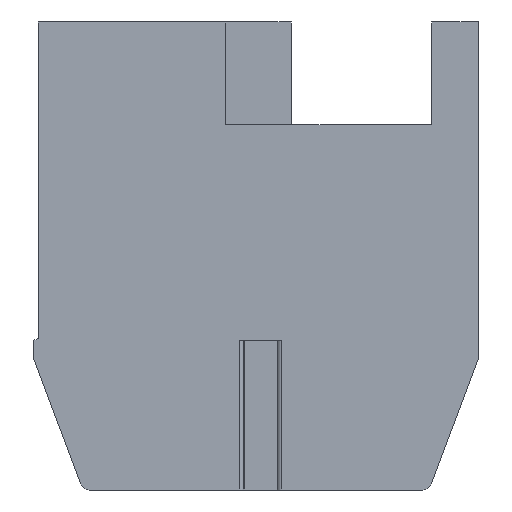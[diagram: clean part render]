
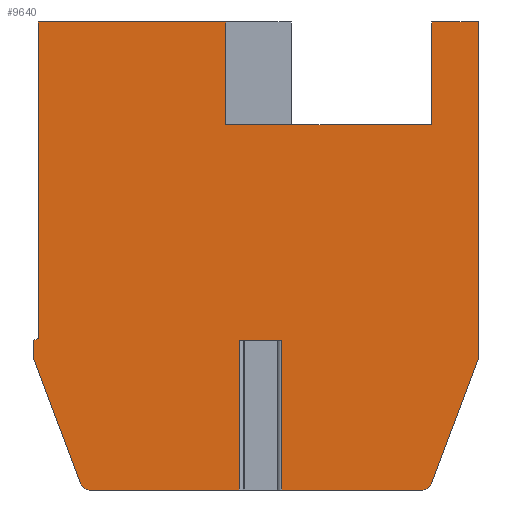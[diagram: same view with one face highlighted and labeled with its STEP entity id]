
A CAD part, front view. The second image highlights one B-rep face of the part: STEP entity #9640.
In plain terms, the highlighted planar face has unit normal (0, -1, 0).
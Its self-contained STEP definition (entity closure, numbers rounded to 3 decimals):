
#1=DIRECTION('',(1.,0.,0.));
#2=VECTOR('',#1,0.906);
#3=CARTESIAN_POINT('',(4.297,0.,-6.8));
#4=LINE('',#3,#2);
#5=DIRECTION('',(0.,0.,-1.));
#6=VECTOR('',#5,3.2);
#7=CARTESIAN_POINT('',(4.297,0.,-6.8));
#8=LINE('',#7,#6);
#9=DIRECTION('',(-1.,0.,0.));
#10=VECTOR('',#9,3.208);
#11=CARTESIAN_POINT('',(4.297,0.,-10.));
#12=LINE('',#11,#10);
#13=CARTESIAN_POINT('',(1.089,0.,-9.8));
#14=DIRECTION('',(0.,1.,0.));
#15=DIRECTION('',(0.,0.,-1.));
#16=AXIS2_PLACEMENT_3D('',#13,#14,#15);
#18=DIRECTION('',(-0.351,0.,0.936));
#19=VECTOR('',#18,2.816);
#20=CARTESIAN_POINT('',(0.901,0.,-9.87));
#21=LINE('',#20,#19);
#22=CARTESIAN_POINT('',(0.1,0.,-7.164));
#23=DIRECTION('',(0.,1.,0.));
#24=DIRECTION('',(-0.936,0.,-0.351));
#25=AXIS2_PLACEMENT_3D('',#22,#23,#24);
#27=DIRECTION('',(0.,0.,1.));
#28=VECTOR('',#27,0.364);
#29=CARTESIAN_POINT('',(-0.1,0.,-7.164));
#30=LINE('',#29,#28);
#31=DIRECTION('',(0.928,0.,0.371));
#32=VECTOR('',#31,0.108);
#33=CARTESIAN_POINT('',(-0.1,0.,-6.8));
#34=LINE('',#33,#32);
#35=DIRECTION('',(0.,0.,1.));
#36=VECTOR('',#35,6.76);
#37=CARTESIAN_POINT('',(0.,0.,-6.76));
#38=LINE('',#37,#36);
#39=DIRECTION('',(1.,0.,0.));
#40=VECTOR('',#39,4.);
#41=CARTESIAN_POINT('',(0.,0.,0.));
#42=LINE('',#41,#40);
#43=DIRECTION('',(0.,0.,-1.));
#44=VECTOR('',#43,2.2);
#45=CARTESIAN_POINT('',(4.,0.,0.));
#46=LINE('',#45,#44);
#47=DIRECTION('',(0.,0.,1.));
#48=VECTOR('',#47,2.2);
#49=CARTESIAN_POINT('',(8.4,0.,-2.2));
#50=LINE('',#49,#48);
#51=DIRECTION('',(1.,0.,0.));
#52=VECTOR('',#51,1.);
#53=CARTESIAN_POINT('',(8.4,0.,0.));
#54=LINE('',#53,#52);
#55=DIRECTION('',(0.,0.,-1.));
#56=VECTOR('',#55,7.164);
#57=CARTESIAN_POINT('',(9.4,0.,0.));
#58=LINE('',#57,#56);
#59=CARTESIAN_POINT('',(9.2,0.,-7.164));
#60=DIRECTION('',(0.,1.,0.));
#61=DIRECTION('',(1.,0.,0.));
#62=AXIS2_PLACEMENT_3D('',#59,#60,#61);
#64=DIRECTION('',(-0.351,0.,-0.936));
#65=VECTOR('',#64,2.816);
#66=CARTESIAN_POINT('',(9.387,0.,-7.234));
#67=LINE('',#66,#65);
#68=CARTESIAN_POINT('',(8.211,0.,-9.8));
#69=DIRECTION('',(0.,1.,0.));
#70=DIRECTION('',(0.936,0.,-0.351));
#71=AXIS2_PLACEMENT_3D('',#68,#69,#70);
#73=DIRECTION('',(-1.,0.,0.));
#74=VECTOR('',#73,3.008);
#75=CARTESIAN_POINT('',(8.211,0.,-10.));
#76=LINE('',#75,#74);
#77=DIRECTION('',(0.,0.,-1.));
#78=VECTOR('',#77,3.2);
#79=CARTESIAN_POINT('',(5.203,0.,-6.8));
#80=LINE('',#79,#78);
#2449=DIRECTION('',(-1.,0.,0.));
#2450=VECTOR('',#2449,4.4);
#2451=CARTESIAN_POINT('',(8.4,0.,-2.2));
#2452=LINE('',#2451,#2450);
#7549=CARTESIAN_POINT('',(-0.087,0.,-7.234));
#7550=CARTESIAN_POINT('',(-0.1,0.,-7.164));
#7551=VERTEX_POINT('',#7549);
#7552=VERTEX_POINT('',#7550);
#7553=CARTESIAN_POINT('',(-0.1,0.,-6.8));
#7554=VERTEX_POINT('',#7553);
#7555=CARTESIAN_POINT('',(0.,0.,-6.76));
#7556=VERTEX_POINT('',#7555);
#7557=CARTESIAN_POINT('',(0.,0.,0.));
#7558=VERTEX_POINT('',#7557);
#7559=CARTESIAN_POINT('',(8.4,0.,-2.2));
#7560=CARTESIAN_POINT('',(8.4,0.,0.));
#7561=VERTEX_POINT('',#7559);
#7562=VERTEX_POINT('',#7560);
#7563=CARTESIAN_POINT('',(9.4,0.,0.));
#7564=VERTEX_POINT('',#7563);
#7565=CARTESIAN_POINT('',(9.4,0.,-7.164));
#7566=VERTEX_POINT('',#7565);
#7567=CARTESIAN_POINT('',(9.387,0.,-7.234));
#7568=VERTEX_POINT('',#7567);
#7569=CARTESIAN_POINT('',(8.399,0.,-9.87));
#7570=VERTEX_POINT('',#7569);
#7571=CARTESIAN_POINT('',(8.211,0.,-10.));
#7572=VERTEX_POINT('',#7571);
#7573=CARTESIAN_POINT('',(1.089,0.,-10.));
#7574=CARTESIAN_POINT('',(0.901,0.,-9.87));
#7575=VERTEX_POINT('',#7573);
#7576=VERTEX_POINT('',#7574);
#7789=CARTESIAN_POINT('',(4.,0.,0.));
#7790=CARTESIAN_POINT('',(4.,0.,-2.2));
#7791=VERTEX_POINT('',#7789);
#7792=VERTEX_POINT('',#7790);
#7813=CARTESIAN_POINT('',(4.297,0.,-6.8));
#7814=CARTESIAN_POINT('',(5.203,0.,-6.8));
#7815=VERTEX_POINT('',#7813);
#7816=VERTEX_POINT('',#7814);
#7817=CARTESIAN_POINT('',(4.297,0.,-10.));
#7818=VERTEX_POINT('',#7817);
#7819=CARTESIAN_POINT('',(5.203,0.,-10.));
#7820=VERTEX_POINT('',#7819);
#9593=CARTESIAN_POINT('',(0.,0.,0.));
#9594=DIRECTION('',(0.,1.,0.));
#9595=DIRECTION('',(1.,0.,0.));
#9596=AXIS2_PLACEMENT_3D('',#9593,#9594,#9595);
#9597=PLANE('',#9596);
#9599=ORIENTED_EDGE('',*,*,#9598,.F.);
#9601=ORIENTED_EDGE('',*,*,#9600,.T.);
#9603=ORIENTED_EDGE('',*,*,#9602,.T.);
#9605=ORIENTED_EDGE('',*,*,#9604,.T.);
#9607=ORIENTED_EDGE('',*,*,#9606,.T.);
#9609=ORIENTED_EDGE('',*,*,#9608,.T.);
#9611=ORIENTED_EDGE('',*,*,#9610,.T.);
#9613=ORIENTED_EDGE('',*,*,#9612,.T.);
#9615=ORIENTED_EDGE('',*,*,#9614,.T.);
#9617=ORIENTED_EDGE('',*,*,#9616,.T.);
#9619=ORIENTED_EDGE('',*,*,#9618,.T.);
#9621=ORIENTED_EDGE('',*,*,#9620,.F.);
#9623=ORIENTED_EDGE('',*,*,#9622,.T.);
#9625=ORIENTED_EDGE('',*,*,#9624,.T.);
#9627=ORIENTED_EDGE('',*,*,#9626,.T.);
#9629=ORIENTED_EDGE('',*,*,#9628,.T.);
#9631=ORIENTED_EDGE('',*,*,#9630,.T.);
#9633=ORIENTED_EDGE('',*,*,#9632,.T.);
#9635=ORIENTED_EDGE('',*,*,#9634,.T.);
#9637=ORIENTED_EDGE('',*,*,#9636,.F.);
#9638=EDGE_LOOP('',(#9599,#9601,#9603,#9605,#9607,#9609,#9611,#9613,#9615,#9617,
#9619,#9621,#9623,#9625,#9627,#9629,#9631,#9633,#9635,#9637));
#9639=FACE_OUTER_BOUND('',#9638,.F.);
#9640=ADVANCED_FACE('',(#9639),#9597,.F.);
#17=CIRCLE('',#16,0.2);
#26=CIRCLE('',#25,0.2);
#63=CIRCLE('',#62,0.2);
#72=CIRCLE('',#71,0.2);
#9598=EDGE_CURVE('',#7815,#7816,#4,.T.);
#9600=EDGE_CURVE('',#7815,#7818,#8,.T.);
#9602=EDGE_CURVE('',#7818,#7575,#12,.T.);
#9604=EDGE_CURVE('',#7575,#7576,#17,.T.);
#9606=EDGE_CURVE('',#7576,#7551,#21,.T.);
#9608=EDGE_CURVE('',#7551,#7552,#26,.T.);
#9610=EDGE_CURVE('',#7552,#7554,#30,.T.);
#9612=EDGE_CURVE('',#7554,#7556,#34,.T.);
#9614=EDGE_CURVE('',#7556,#7558,#38,.T.);
#9616=EDGE_CURVE('',#7558,#7791,#42,.T.);
#9618=EDGE_CURVE('',#7791,#7792,#46,.T.);
#9620=EDGE_CURVE('',#7561,#7792,#2452,.T.);
#9622=EDGE_CURVE('',#7561,#7562,#50,.T.);
#9624=EDGE_CURVE('',#7562,#7564,#54,.T.);
#9626=EDGE_CURVE('',#7564,#7566,#58,.T.);
#9628=EDGE_CURVE('',#7566,#7568,#63,.T.);
#9630=EDGE_CURVE('',#7568,#7570,#67,.T.);
#9632=EDGE_CURVE('',#7570,#7572,#72,.T.);
#9634=EDGE_CURVE('',#7572,#7820,#76,.T.);
#9636=EDGE_CURVE('',#7816,#7820,#80,.T.);
